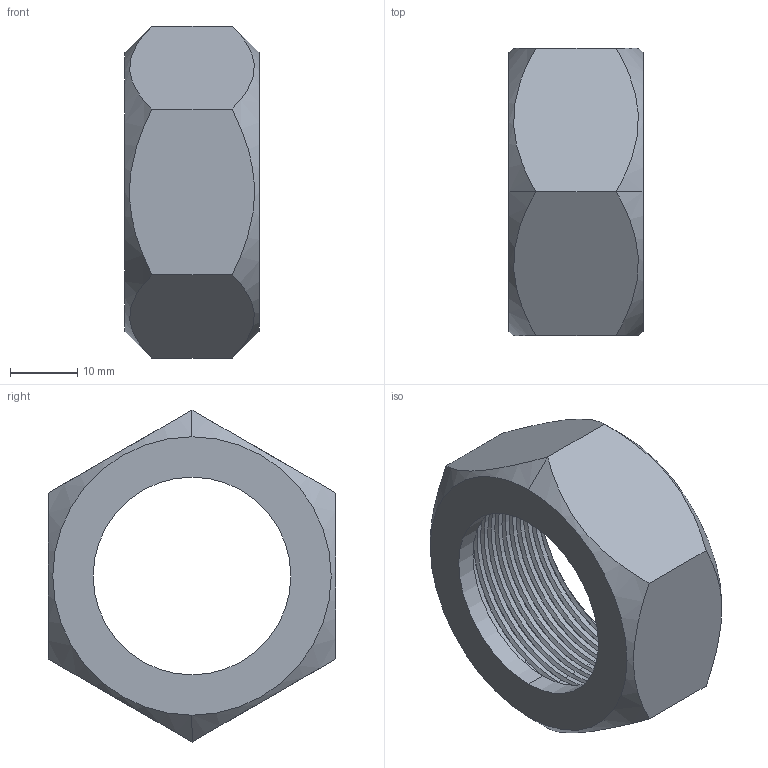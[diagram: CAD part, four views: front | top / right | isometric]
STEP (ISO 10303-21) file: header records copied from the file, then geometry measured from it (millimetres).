
FILE_DESCRIPTION (( 'STEP AP203' ), '1' );
FILE_NAME ('3D_R131M_1 1-8_17102740.STEP', '2024-08-15T07:43:58', ( '' ), ( '' ), 'SwSTEP 2.0', 'SolidWorks 2024', '' );
FILE_SCHEMA (( 'CONFIG_CONTROL_DESIGN' ));
Length unit declared in the file: millimetre
Products named in the file (1): 3D_R131M_1 1-8_17102740
Bounding box: 20 x 42.9 x 49.54 mm (x, y, z)
Volume: 12597.8 mm3; surface area: 7448.7 mm2
Topology: 1 solids, 1 shells, 45 faces, 120 edges, 78 vertices
Faces by surface type: cylinder 27, plane 10, cone 4, bspline 4
Entity records: 3958 total; most frequent: CARTESIAN_POINT 2949, ORIENTED_EDGE 240, DIRECTION 147, EDGE_CURVE 120, VERTEX_POINT 78, AXIS2_PLACEMENT_3D 54, EDGE_LOOP 48, ADVANCED_FACE 45
